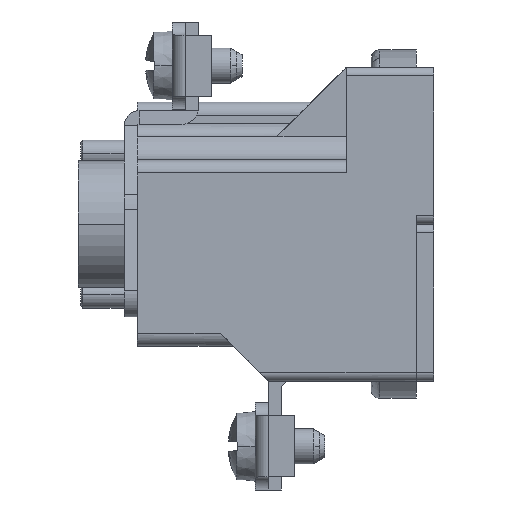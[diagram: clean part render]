
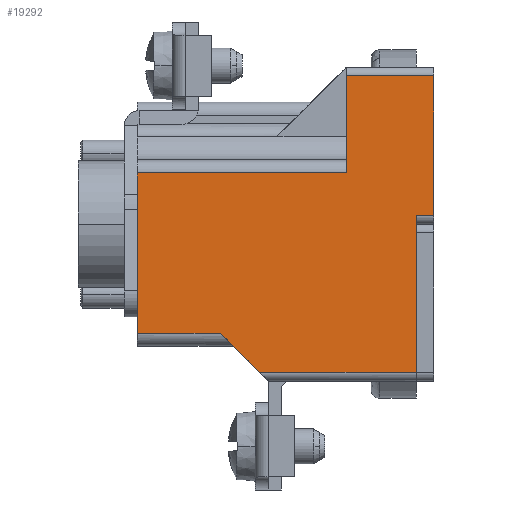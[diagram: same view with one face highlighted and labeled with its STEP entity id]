
A CAD part, left-side view. The second image highlights one B-rep face of the part: STEP entity #19292.
In plain terms, the highlighted planar face has unit normal (-1, 0, 0).
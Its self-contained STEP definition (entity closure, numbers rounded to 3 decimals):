
#11785=DIRECTION('',(0.,0.,1.));
#11786=VECTOR('',#11785,18.);
#11787=CARTESIAN_POINT('',(-40.4,2.,-17.));
#11788=LINE('',#11787,#11786);
#13686=DIRECTION('',(0.,0.,-1.));
#13687=VECTOR('',#13686,11.14);
#13688=CARTESIAN_POINT('',(-40.4,10.,17.));
#13689=LINE('',#13688,#13687);
#13715=DIRECTION('',(0.,0.707,0.707));
#13716=VECTOR('',#13715,6.364);
#13717=CARTESIAN_POINT('',(-40.4,20.,-17.));
#13718=LINE('',#13717,#13716);
#13719=DIRECTION('',(0.,0.,1.));
#13720=VECTOR('',#13719,18.36);
#13721=CARTESIAN_POINT('',(-40.4,34.,-12.5));
#13722=LINE('',#13721,#13720);
#13727=DIRECTION('',(0.,-1.,0.));
#13728=VECTOR('',#13727,2.);
#13729=CARTESIAN_POINT('',(-40.4,2.,1.));
#13730=LINE('',#13729,#13728);
#13750=DIRECTION('',(0.,0.,1.));
#13751=VECTOR('',#13750,16.);
#13752=CARTESIAN_POINT('',(-40.4,0.,1.));
#13753=LINE('',#13752,#13751);
#13815=DIRECTION('',(0.,1.,0.));
#13816=VECTOR('',#13815,10.);
#13817=CARTESIAN_POINT('',(-40.4,0.,17.));
#13818=LINE('',#13817,#13816);
#14319=DIRECTION('',(0.,-1.,0.));
#14320=VECTOR('',#14319,18.);
#14321=CARTESIAN_POINT('',(-40.4,20.,-17.));
#14322=LINE('',#14321,#14320);
#14466=DIRECTION('',(0.,-1.,0.));
#14467=VECTOR('',#14466,9.5);
#14468=CARTESIAN_POINT('',(-40.4,34.,-12.5));
#14469=LINE('',#14468,#14467);
#14500=DIRECTION('',(0.,1.,0.));
#14501=VECTOR('',#14500,24.);
#14502=CARTESIAN_POINT('',(-40.4,10.,5.86));
#14503=LINE('',#14502,#14501);
#15680=CARTESIAN_POINT('',(-40.4,2.,-17.));
#15681=VERTEX_POINT('',#15680);
#15682=CARTESIAN_POINT('',(-40.4,2.,1.));
#15683=VERTEX_POINT('',#15682);
#15908=CARTESIAN_POINT('',(-40.4,34.,5.86));
#15909=VERTEX_POINT('',#15908);
#15910=CARTESIAN_POINT('',(-40.4,34.,-12.5));
#15911=VERTEX_POINT('',#15910);
#16394=CARTESIAN_POINT('',(-40.4,10.,17.));
#16395=CARTESIAN_POINT('',(-40.4,10.,5.86));
#16396=VERTEX_POINT('',#16394);
#16397=VERTEX_POINT('',#16395);
#16406=CARTESIAN_POINT('',(-40.4,0.,1.));
#16407=VERTEX_POINT('',#16406);
#16408=CARTESIAN_POINT('',(-40.4,20.,-17.));
#16409=VERTEX_POINT('',#16408);
#16410=CARTESIAN_POINT('',(-40.4,24.5,-12.5));
#16411=VERTEX_POINT('',#16410);
#16412=CARTESIAN_POINT('',(-40.4,0.,17.));
#16413=VERTEX_POINT('',#16412);
#19268=CARTESIAN_POINT('',(-40.4,0.,-18.));
#19269=DIRECTION('',(-1.,0.,0.));
#19270=DIRECTION('',(0.,0.,1.));
#19271=AXIS2_PLACEMENT_3D('',#19268,#19269,#19270);
#19272=PLANE('',#19271);
#19274=ORIENTED_EDGE('',*,*,#19273,.F.);
#19275=ORIENTED_EDGE('',*,*,#16782,.F.);
#19277=ORIENTED_EDGE('',*,*,#19276,.F.);
#19279=ORIENTED_EDGE('',*,*,#19278,.T.);
#19281=ORIENTED_EDGE('',*,*,#19280,.F.);
#19282=ORIENTED_EDGE('',*,*,#17209,.T.);
#19284=ORIENTED_EDGE('',*,*,#19283,.F.);
#19285=ORIENTED_EDGE('',*,*,#19240,.F.);
#19287=ORIENTED_EDGE('',*,*,#19286,.F.);
#19289=ORIENTED_EDGE('',*,*,#19288,.F.);
#19290=EDGE_LOOP('',(#19274,#19275,#19277,#19279,#19281,#19282,#19284,#19285,
#19287,#19289));
#19291=FACE_OUTER_BOUND('',#19290,.F.);
#16782=EDGE_CURVE('',#15681,#15683,#11788,.T.);
#17209=EDGE_CURVE('',#15911,#15909,#13722,.T.);
#19240=EDGE_CURVE('',#16396,#16397,#13689,.T.);
#19273=EDGE_CURVE('',#15683,#16407,#13730,.T.);
#19276=EDGE_CURVE('',#16409,#15681,#14322,.T.);
#19278=EDGE_CURVE('',#16409,#16411,#13718,.T.);
#19280=EDGE_CURVE('',#15911,#16411,#14469,.T.);
#19283=EDGE_CURVE('',#16397,#15909,#14503,.T.);
#19286=EDGE_CURVE('',#16413,#16396,#13818,.T.);
#19288=EDGE_CURVE('',#16407,#16413,#13753,.T.);
#19292=ADVANCED_FACE('',(#19291),#19272,.T.);
